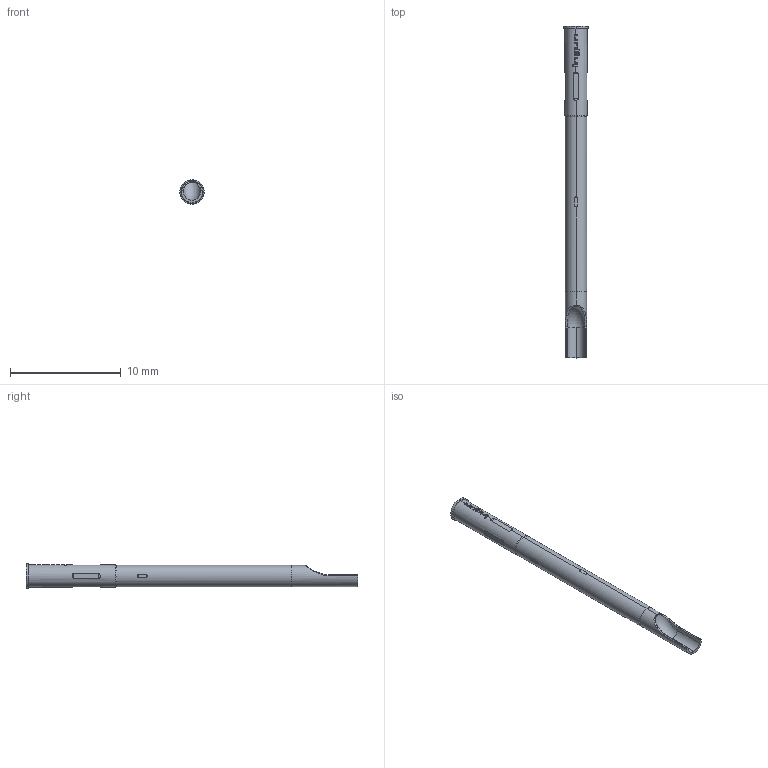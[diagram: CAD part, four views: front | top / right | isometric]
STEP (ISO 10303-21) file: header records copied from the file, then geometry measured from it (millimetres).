
FILE_DESCRIPTION (( 'STEP AP203' ), '1' );
FILE_NAME ('INGUN_KS-112_30.STEP', '2022-02-09T05:16:39', ( 'ochi' ), ( '' ), 'SwSTEP 2.0', 'SolidWorks 2018', '' );
FILE_SCHEMA (( 'CONFIG_CONTROL_DESIGN' ));
Length unit declared in the file: millimetre
Products named in the file (1): INGUN_KS-112_30
Bounding box: 2.2 x 30 x 2.2 mm (x, y, z)
Volume: 81.1 mm3; surface area: 191.5 mm2
Topology: 1 solids, 1 shells, 124 faces, 335 edges, 220 vertices
Faces by surface type: bspline 63, cylinder 40, plane 16, cone 4, torus 1
Entity records: 5267 total; most frequent: CARTESIAN_POINT 2701, ORIENTED_EDGE 670, EDGE_CURVE 335, DIRECTION 256, B_SPLINE_CURVE_WITH_KNOTS 235, VERTEX_POINT 220, EDGE_LOOP 131, FACE_OUTER_BOUND 124
